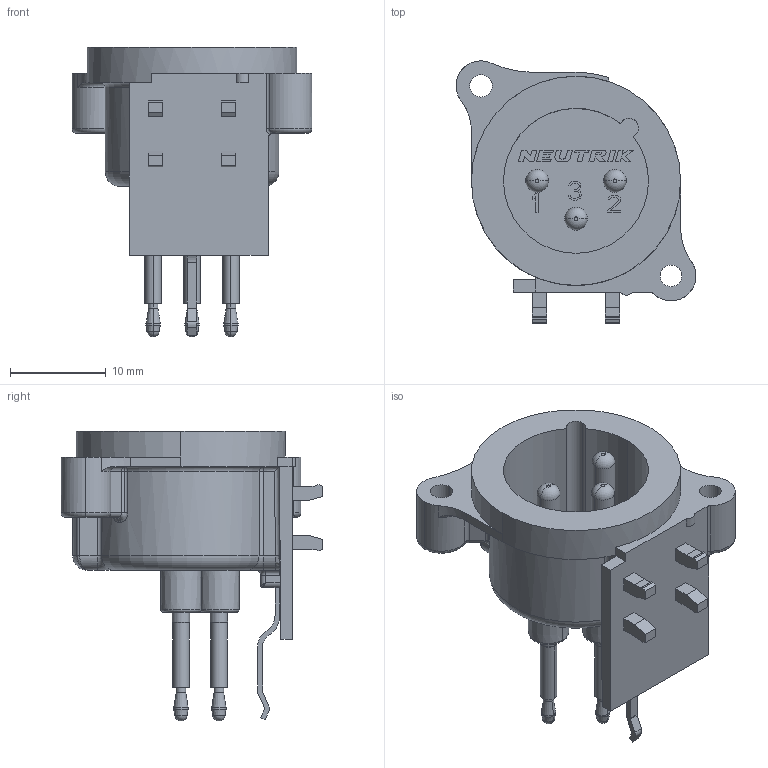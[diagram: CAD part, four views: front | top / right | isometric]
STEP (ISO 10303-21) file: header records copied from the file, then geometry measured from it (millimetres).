
FILE_DESCRIPTION (( 'STEP AP214' ), '1' );
FILE_NAME ('SW3dPS-NC3MAV-0.STEP', '2009-09-29T13:14:14', ( 'sysAdmin' ), ( 'SolidWorks' ), 'SwSTEP 2.0', 'SolidWorks 2009', '' );
FILE_SCHEMA (( 'AUTOMOTIVE_DESIGN' ));
Length unit declared in the file: millimetre
Products named in the file (1): SW3dPS-NC3MAV-0
Bounding box: 25 x 27.3 x 30.2 mm (x, y, z)
Volume: 3303.7 mm3; surface area: 3864.9 mm2
Topology: 1 solids, 1 shells, 524 faces, 1342 edges, 839 vertices
Faces by surface type: plane 302, cylinder 105, torus 54, cone 24, sphere 22, bspline 17
Entity records: 19506 total; most frequent: CARTESIAN_POINT 3369, ORIENTED_EDGE 2660, DIRECTION 2641, EDGE_CURVE 1330, VECTOR 933, LINE 933, AXIS2_PLACEMENT_3D 854, VERTEX_POINT 835
